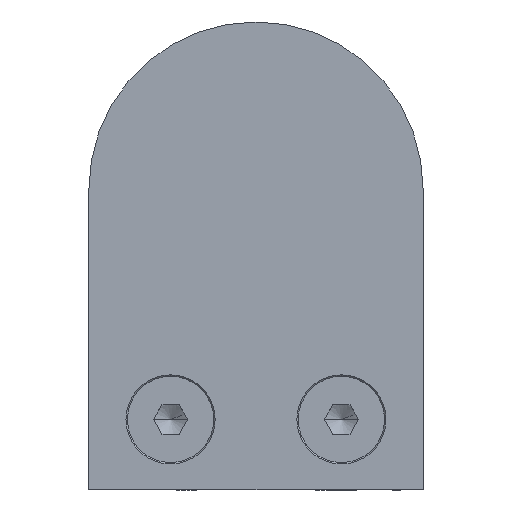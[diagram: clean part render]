
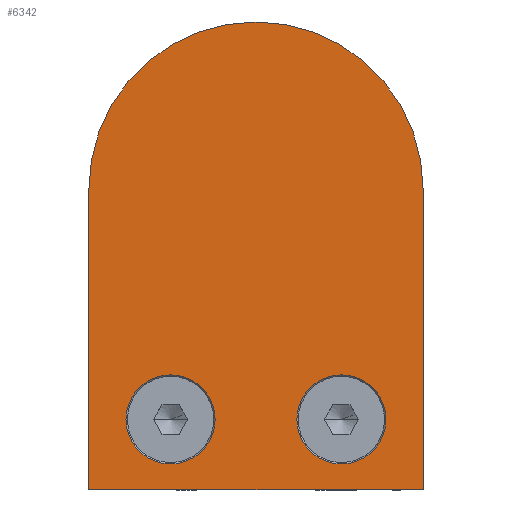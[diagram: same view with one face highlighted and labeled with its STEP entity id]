
A CAD part, front view. The second image highlights one B-rep face of the part: STEP entity #6342.
In plain terms, the highlighted face is planar.
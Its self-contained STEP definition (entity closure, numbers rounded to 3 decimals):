
#130 = LINE ( 'NONE', #11169, #7893 ) ;
#253 = DIRECTION ( 'NONE',  ( 0., 1., 0. ) ) ;
#480 = DIRECTION ( 'NONE',  ( 0., 0., -1. ) ) ;
#482 = VERTEX_POINT ( 'NONE', #9618 ) ;
#629 = CARTESIAN_POINT ( 'NONE',  ( 0., 0., 12.5 ) ) ;
#750 = EDGE_CURVE ( 'NONE', #11910, #5131, #12208, .T. ) ;
#1073 = CARTESIAN_POINT ( 'NONE',  ( 22.5, 0., 12.5 ) ) ;
#1111 = EDGE_CURVE ( 'NONE', #11910, #482, #130, .T. ) ;
#1199 = DIRECTION ( 'NONE',  ( 1., 0., 0. ) ) ;
#1713 = CARTESIAN_POINT ( 'NONE',  ( -11.5, 0., -18.5 ) ) ;
#1875 = DIRECTION ( 'NONE',  ( 0., -1., 0. ) ) ;
#1946 = ORIENTED_EDGE ( 'NONE', *, *, #750, .T. ) ;
#1979 = FACE_BOUND ( 'NONE', #2357, .T. ) ;
#2186 = CARTESIAN_POINT ( 'NONE',  ( -11.5, 0., -12.5 ) ) ;
#2284 = DIRECTION ( 'NONE',  ( 0., 0., -1. ) ) ;
#2357 = EDGE_LOOP ( 'NONE', ( #12412, #7012 ) ) ;
#2482 = CARTESIAN_POINT ( 'NONE',  ( 11.5, 0., -18.5 ) ) ;
#2552 = DIRECTION ( 'NONE',  ( 0., 0., 1. ) ) ;
#2623 = EDGE_CURVE ( 'NONE', #7037, #482, #4130, .T. ) ;
#2700 = VERTEX_POINT ( 'NONE', #4823 ) ;
#2747 = AXIS2_PLACEMENT_3D ( 'NONE', #629, #11937, #2552 ) ;
#2852 = DIRECTION ( 'NONE',  ( 0., 0., 1. ) ) ;
#2944 = EDGE_CURVE ( 'NONE', #4167, #7037, #9369, .T. ) ;
#3587 = EDGE_CURVE ( 'NONE', #11717, #2700, #8367, .T. ) ;
#3641 = CARTESIAN_POINT ( 'NONE',  ( -22.5, 0., -28. ) ) ;
#3689 = AXIS2_PLACEMENT_3D ( 'NONE', #5851, #1875, #3876 ) ;
#3788 = FACE_OUTER_BOUND ( 'NONE', #12070, .T. ) ;
#3871 = ORIENTED_EDGE ( 'NONE', *, *, #1111, .F. ) ;
#3876 = DIRECTION ( 'NONE',  ( 0., 0., -1. ) ) ;
#3912 = CARTESIAN_POINT ( 'NONE',  ( -22.5, 0., 35. ) ) ;
#4130 = LINE ( 'NONE', #11327, #6980 ) ;
#4167 = VERTEX_POINT ( 'NONE', #10510 ) ;
#4401 = DIRECTION ( 'NONE',  ( 0., -1., 0. ) ) ;
#4743 = AXIS2_PLACEMENT_3D ( 'NONE', #3912, #11974, #2852 ) ;
#4762 = CIRCLE ( 'NONE', #12223, 6. ) ;
#4823 = CARTESIAN_POINT ( 'NONE',  ( -11.5, 0., -24.5 ) ) ;
#5021 = FACE_BOUND ( 'NONE', #10532, .T. ) ;
#5035 = CARTESIAN_POINT ( 'NONE',  ( -22.5, 0., 12.5 ) ) ;
#5131 = VERTEX_POINT ( 'NONE', #5035 ) ;
#5397 = ORIENTED_EDGE ( 'NONE', *, *, #2623, .T. ) ;
#5485 = CARTESIAN_POINT ( 'NONE',  ( 0., 0., 12.5 ) ) ;
#5517 = CARTESIAN_POINT ( 'NONE',  ( 11.5, 0., -24.5 ) ) ;
#5746 = DIRECTION ( 'NONE',  ( 0., -1., 0. ) ) ;
#5822 = ORIENTED_EDGE ( 'NONE', *, *, #6739, .T. ) ;
#5851 = CARTESIAN_POINT ( 'NONE',  ( -11.5, 0., -18.5 ) ) ;
#6235 = CARTESIAN_POINT ( 'NONE',  ( 11.5, 0., -12.5 ) ) ;
#6342 = ADVANCED_FACE ( 'NONE', ( #3788, #5021, #1979 ), #6894, .T. ) ;
#6739 = EDGE_CURVE ( 'NONE', #2700, #11717, #7090, .T. ) ;
#6766 = CARTESIAN_POINT ( 'NONE',  ( 11.5, 0., -18.5 ) ) ;
#6767 = CIRCLE ( 'NONE', #2747, 22.5 ) ;
#6788 = EDGE_CURVE ( 'NONE', #6895, #7930, #4762, .T. ) ;
#6804 = AXIS2_PLACEMENT_3D ( 'NONE', #5485, #253, #9562 ) ;
#6894 = PLANE ( 'NONE',  #4743 ) ;
#6895 = VERTEX_POINT ( 'NONE', #5517 ) ;
#6980 = VECTOR ( 'NONE', #2284, 1000. ) ;
#7012 = ORIENTED_EDGE ( 'NONE', *, *, #7362, .T. ) ;
#7037 = VERTEX_POINT ( 'NONE', #1073 ) ;
#7090 = CIRCLE ( 'NONE', #7737, 6. ) ;
#7198 = DIRECTION ( 'NONE',  ( 0., 0., -1. ) ) ;
#7362 = EDGE_CURVE ( 'NONE', #7930, #6895, #11394, .T. ) ;
#7706 = ORIENTED_EDGE ( 'NONE', *, *, #3587, .T. ) ;
#7737 = AXIS2_PLACEMENT_3D ( 'NONE', #1713, #5746, #7198 ) ;
#7893 = VECTOR ( 'NONE', #1199, 1000. ) ;
#7930 = VERTEX_POINT ( 'NONE', #6235 ) ;
#8367 = CIRCLE ( 'NONE', #3689, 6. ) ;
#8485 = EDGE_CURVE ( 'NONE', #5131, #4167, #6767, .T. ) ;
#9288 = ORIENTED_EDGE ( 'NONE', *, *, #8485, .T. ) ;
#9350 = VECTOR ( 'NONE', #13077, 1000. ) ;
#9369 = CIRCLE ( 'NONE', #6804, 22.5 ) ;
#9562 = DIRECTION ( 'NONE',  ( 0., 0., 1. ) ) ;
#9588 = DIRECTION ( 'NONE',  ( 0., -1., 0. ) ) ;
#9618 = CARTESIAN_POINT ( 'NONE',  ( 22.5, 0., -28. ) ) ;
#10510 = CARTESIAN_POINT ( 'NONE',  ( 0., 0., 35. ) ) ;
#10532 = EDGE_LOOP ( 'NONE', ( #5822, #7706 ) ) ;
#11143 = ORIENTED_EDGE ( 'NONE', *, *, #2944, .T. ) ;
#11169 = CARTESIAN_POINT ( 'NONE',  ( -22.5, 0., -28. ) ) ;
#11327 = CARTESIAN_POINT ( 'NONE',  ( 22.5, 0., 35. ) ) ;
#11394 = CIRCLE ( 'NONE', #11822, 6. ) ;
#11537 = DIRECTION ( 'NONE',  ( 0., 0., -1. ) ) ;
#11717 = VERTEX_POINT ( 'NONE', #2186 ) ;
#11822 = AXIS2_PLACEMENT_3D ( 'NONE', #6766, #9588, #480 ) ;
#11910 = VERTEX_POINT ( 'NONE', #3641 ) ;
#11937 = DIRECTION ( 'NONE',  ( 0., 1., 0. ) ) ;
#11974 = DIRECTION ( 'NONE',  ( 0., 1., 0. ) ) ;
#12070 = EDGE_LOOP ( 'NONE', ( #3871, #1946, #9288, #11143, #5397 ) ) ;
#12208 = LINE ( 'NONE', #13013, #9350 ) ;
#12223 = AXIS2_PLACEMENT_3D ( 'NONE', #2482, #4401, #11537 ) ;
#12412 = ORIENTED_EDGE ( 'NONE', *, *, #6788, .T. ) ;
#13013 = CARTESIAN_POINT ( 'NONE',  ( -22.5, 0., 35. ) ) ;
#13077 = DIRECTION ( 'NONE',  ( 0., 0., 1. ) ) ;
